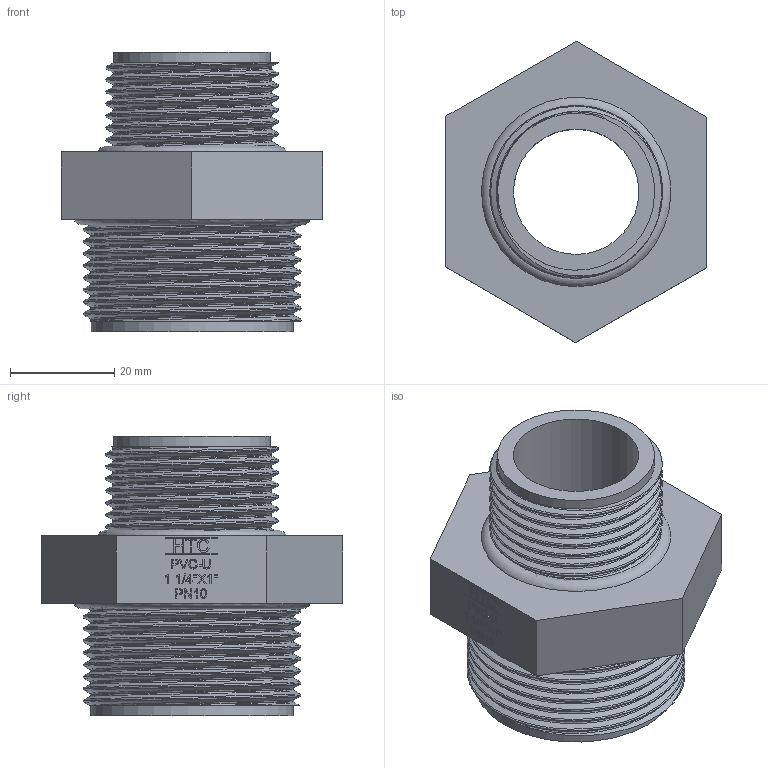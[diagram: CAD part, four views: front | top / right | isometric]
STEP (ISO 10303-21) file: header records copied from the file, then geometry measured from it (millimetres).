
FILE_DESCRIPTION(/* description */ (''),/* implementation_level */ '2;1');
FILE_NAME(/* name */ 'AF0205.040.032.step',/* time_stamp */ '2026-03-26T10:05:17+01:00',/* author */ (''),/* organization */ (''),/* preprocessor_version */ 'ST-DEVELOPER v20.1',/* originating_system */ 'Autodesk Translation Framework v14.24.0.0',/* authorisation */ '');
FILE_SCHEMA (('AUTOMOTIVE_DESIGN { 1 0 10303 214 3 1 1 }'));
Length unit declared in the file: millimetre
Products named in the file (1): 2026-03-26-08-27-20-431
Bounding box: 50.18 x 57.73 x 53.6 mm (x, y, z)
Volume: 38728.9 mm3; surface area: 17364.8 mm2
Topology: 1 solids, 1 shells, 342 faces, 921 edges, 614 vertices
Faces by surface type: plane 191, bspline 127, cylinder 21, torus 3
Full cylindrical faces by diameter (mm): 24 x1, 30.069 x1, 30.291 x6, 30.55 x1, 38.73 x1, 38.952 x7
Entity records: 19790 total; most frequent: CARTESIAN_POINT 12101, ORIENTED_EDGE 1842, DIRECTION 1073, EDGE_CURVE 921, VERTEX_POINT 614, LINE 599, VECTOR 599, EDGE_LOOP 377
